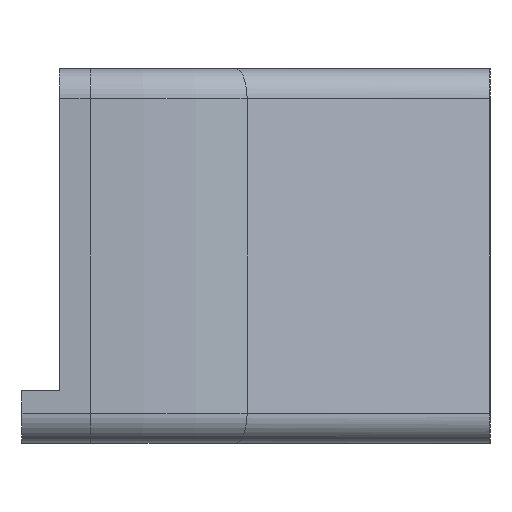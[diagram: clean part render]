
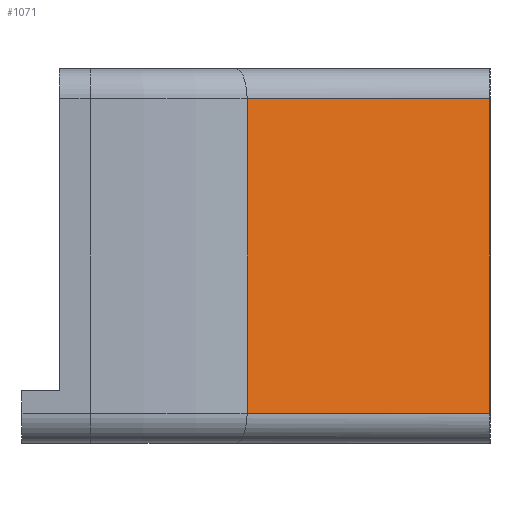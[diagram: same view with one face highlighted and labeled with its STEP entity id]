
A CAD part, left-side view. The second image highlights one B-rep face of the part: STEP entity #1071.
In plain terms, the highlighted planar face has unit normal (-0.925, -0.381, 0).
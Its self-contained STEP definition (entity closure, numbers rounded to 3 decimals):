
#153=FACE_OUTER_BOUND('',#225,.T.);
#225=EDGE_LOOP('',(#835,#836,#837,#838));
#274=LINE('',#1637,#362);
#275=LINE('',#1644,#363);
#302=LINE('',#1738,#390);
#313=LINE('',#1779,#401);
#362=VECTOR('',#1279,8.4);
#363=VECTOR('',#1286,7.016);
#390=VECTOR('',#1385,8.4);
#401=VECTOR('',#1424,7.016);
#451=VERTEX_POINT('',#1622);
#458=VERTEX_POINT('',#1635);
#461=VERTEX_POINT('',#1643);
#492=VERTEX_POINT('',#1737);
#554=EDGE_CURVE('',#458,#451,#274,.T.);
#557=EDGE_CURVE('',#451,#461,#275,.T.);
#604=EDGE_CURVE('',#461,#492,#302,.T.);
#626=EDGE_CURVE('',#492,#458,#313,.T.);
#835=ORIENTED_EDGE('',*,*,#557,.F.);
#836=ORIENTED_EDGE('',*,*,#554,.F.);
#837=ORIENTED_EDGE('',*,*,#626,.F.);
#838=ORIENTED_EDGE('',*,*,#604,.F.);
#1035=PLANE('',#1189);
#1071=ADVANCED_FACE('',(#153),#1035,.T.);
#1189=AXIS2_PLACEMENT_3D('',#1780,#1425,#1426);
#1279=DIRECTION('',(0.,0.,-1.));
#1286=DIRECTION('',(-0.381,0.925,0.));
#1385=DIRECTION('',(0.,0.,1.));
#1424=DIRECTION('',(0.381,-0.925,0.));
#1425=DIRECTION('center_axis',(-0.925,-0.381,0.));
#1426=DIRECTION('ref_axis',(-0.381,0.925,0.));
#1622=CARTESIAN_POINT('',(-12.5,0.,-5.2));
#1635=CARTESIAN_POINT('',(-12.5,0.,3.2));
#1637=CARTESIAN_POINT('',(-12.5,0.,3.2));
#1643=CARTESIAN_POINT('',(-15.171,6.488,-5.2));
#1644=CARTESIAN_POINT('',(-12.5,0.,-5.2));
#1737=CARTESIAN_POINT('',(-15.171,6.488,3.2));
#1738=CARTESIAN_POINT('',(-15.171,6.488,-5.2));
#1779=CARTESIAN_POINT('',(-15.171,6.488,3.2));
#1780=CARTESIAN_POINT('Origin',(-14.25,4.25,-1.));
